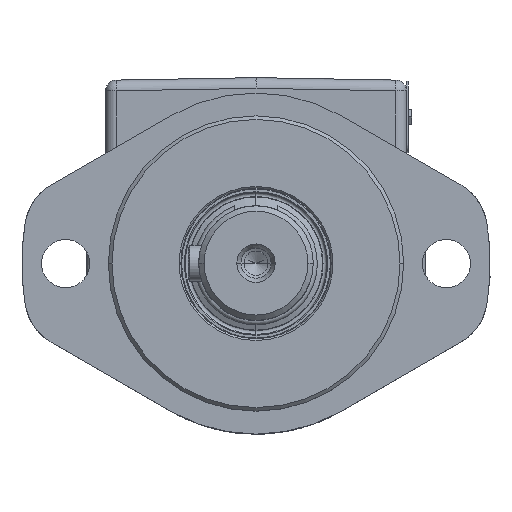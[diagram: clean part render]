
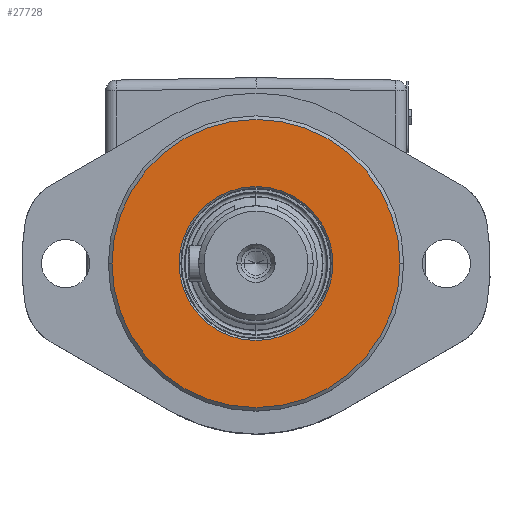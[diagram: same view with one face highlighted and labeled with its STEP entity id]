
A CAD part, top view. The second image highlights one B-rep face of the part: STEP entity #27728.
In plain terms, the highlighted planar face has unit normal (0, 0, 1).
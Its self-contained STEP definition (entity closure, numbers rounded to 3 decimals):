
#9102=CARTESIAN_POINT('',(0.,0.,102.));
#9103=DIRECTION('',(0.,0.,1.));
#9104=DIRECTION('',(-1.,0.,0.));
#9105=AXIS2_PLACEMENT_3D('',#9102,#9103,#9104);
#9107=CARTESIAN_POINT('',(0.,0.,102.));
#9108=DIRECTION('',(0.,0.,1.));
#9109=DIRECTION('',(1.,0.,0.));
#9110=AXIS2_PLACEMENT_3D('',#9107,#9108,#9109);
#9112=CARTESIAN_POINT('',(0.,0.,102.));
#9113=DIRECTION('',(0.,0.,-1.));
#9114=DIRECTION('',(1.,0.,0.));
#9115=AXIS2_PLACEMENT_3D('',#9112,#9113,#9114);
#9117=CARTESIAN_POINT('',(0.,0.,102.));
#9118=DIRECTION('',(0.,0.,-1.));
#9119=DIRECTION('',(-1.,0.,0.));
#9120=AXIS2_PLACEMENT_3D('',#9117,#9118,#9119);
#14852=CARTESIAN_POINT('',(-40.25,0.,102.));
#14853=CARTESIAN_POINT('',(40.25,0.,102.));
#14854=VERTEX_POINT('',#14852);
#14855=VERTEX_POINT('',#14853);
#14911=CARTESIAN_POINT('',(21.508,0.,102.));
#14912=CARTESIAN_POINT('',(-21.508,0.,102.));
#14913=VERTEX_POINT('',#14911);
#14914=VERTEX_POINT('',#14912);
#27712=CARTESIAN_POINT('',(0.,0.,102.));
#27713=DIRECTION('',(0.,0.,-1.));
#27714=DIRECTION('',(1.,0.,0.));
#27715=AXIS2_PLACEMENT_3D('',#27712,#27713,#27714);
#27716=PLANE('',#27715);
#27718=ORIENTED_EDGE('',*,*,#27717,.F.);
#27720=ORIENTED_EDGE('',*,*,#27719,.F.);
#27721=EDGE_LOOP('',(#27718,#27720));
#27722=FACE_OUTER_BOUND('',#27721,.F.);
#27723=ORIENTED_EDGE('',*,*,#27702,.F.);
#27725=ORIENTED_EDGE('',*,*,#27724,.F.);
#27726=EDGE_LOOP('',(#27723,#27725));
#27727=FACE_BOUND('',#27726,.F.);
#27728=ADVANCED_FACE('',(#27722,#27727),#27716,.F.);
#9106=CIRCLE('',#9105,40.25);
#9111=CIRCLE('',#9110,40.25);
#9116=CIRCLE('',#9115,21.508);
#9121=CIRCLE('',#9120,21.508);
#27702=EDGE_CURVE('',#14913,#14914,#9116,.T.);
#27717=EDGE_CURVE('',#14854,#14855,#9106,.T.);
#27719=EDGE_CURVE('',#14855,#14854,#9111,.T.);
#27724=EDGE_CURVE('',#14914,#14913,#9121,.T.);
